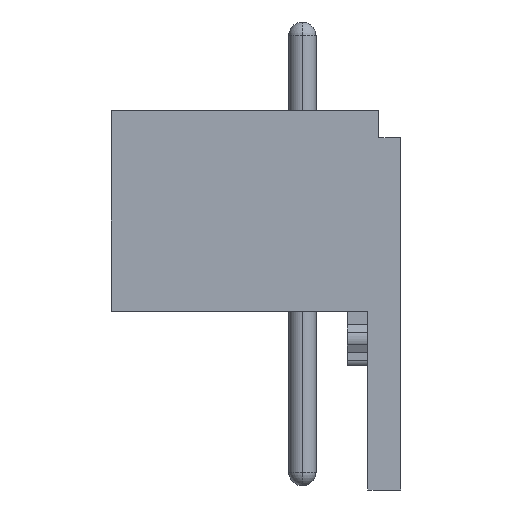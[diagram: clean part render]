
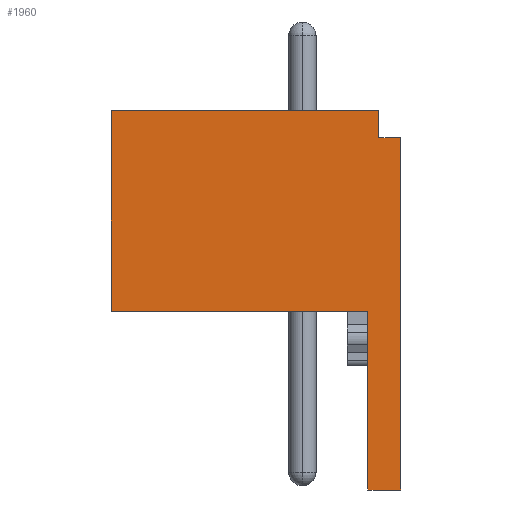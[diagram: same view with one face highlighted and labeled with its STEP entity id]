
A CAD part, front view. The second image highlights one B-rep face of the part: STEP entity #1960.
In plain terms, the highlighted planar face has unit normal (0, -1, 0).
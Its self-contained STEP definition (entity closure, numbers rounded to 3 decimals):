
#1=DIRECTION('',(1.,0.,0.));
#2=VECTOR('',#1,9.8);
#3=CARTESIAN_POINT('',(0.,0.,0.));
#4=LINE('',#3,#2);
#5=DIRECTION('',(0.,0.,-1.));
#6=VECTOR('',#5,1.);
#7=CARTESIAN_POINT('',(9.8,0.,0.));
#8=LINE('',#7,#6);
#9=DIRECTION('',(1.,0.,0.));
#10=VECTOR('',#9,0.8);
#11=CARTESIAN_POINT('',(9.8,0.,-1.));
#12=LINE('',#11,#10);
#13=DIRECTION('',(0.,0.,-1.));
#14=VECTOR('',#13,12.9);
#15=CARTESIAN_POINT('',(10.6,0.,-1.));
#16=LINE('',#15,#14);
#17=DIRECTION('',(-1.,0.,0.));
#18=VECTOR('',#17,1.2);
#19=CARTESIAN_POINT('',(10.6,0.,-13.9));
#20=LINE('',#19,#18);
#21=DIRECTION('',(0.,0.,1.));
#22=VECTOR('',#21,6.55);
#23=CARTESIAN_POINT('',(9.4,0.,-13.9));
#24=LINE('',#23,#22);
#25=DIRECTION('',(-1.,0.,0.));
#26=VECTOR('',#25,9.4);
#27=CARTESIAN_POINT('',(9.4,0.,-7.35));
#28=LINE('',#27,#26);
#29=DIRECTION('',(0.,0.,1.));
#30=VECTOR('',#29,7.35);
#31=CARTESIAN_POINT('',(0.,0.,-7.35));
#32=LINE('',#31,#30);
#1513=CARTESIAN_POINT('',(0.,0.,0.));
#1514=CARTESIAN_POINT('',(9.8,0.,0.));
#1515=VERTEX_POINT('',#1513);
#1516=VERTEX_POINT('',#1514);
#1517=CARTESIAN_POINT('',(9.8,0.,-1.));
#1518=VERTEX_POINT('',#1517);
#1519=CARTESIAN_POINT('',(10.6,0.,-1.));
#1520=VERTEX_POINT('',#1519);
#1521=CARTESIAN_POINT('',(10.6,0.,-13.9));
#1522=VERTEX_POINT('',#1521);
#1523=CARTESIAN_POINT('',(9.4,0.,-13.9));
#1524=VERTEX_POINT('',#1523);
#1525=CARTESIAN_POINT('',(9.4,0.,-7.35));
#1526=VERTEX_POINT('',#1525);
#1527=CARTESIAN_POINT('',(0.,0.,-7.35));
#1528=VERTEX_POINT('',#1527);
#1937=CARTESIAN_POINT('',(0.,0.,0.));
#1938=DIRECTION('',(0.,1.,0.));
#1939=DIRECTION('',(1.,0.,0.));
#1940=AXIS2_PLACEMENT_3D('',#1937,#1938,#1939);
#1941=PLANE('',#1940);
#1943=ORIENTED_EDGE('',*,*,#1942,.T.);
#1945=ORIENTED_EDGE('',*,*,#1944,.T.);
#1947=ORIENTED_EDGE('',*,*,#1946,.T.);
#1949=ORIENTED_EDGE('',*,*,#1948,.T.);
#1951=ORIENTED_EDGE('',*,*,#1950,.T.);
#1953=ORIENTED_EDGE('',*,*,#1952,.T.);
#1955=ORIENTED_EDGE('',*,*,#1954,.T.);
#1957=ORIENTED_EDGE('',*,*,#1956,.T.);
#1958=EDGE_LOOP('',(#1943,#1945,#1947,#1949,#1951,#1953,#1955,#1957));
#1959=FACE_OUTER_BOUND('',#1958,.F.);
#1960=ADVANCED_FACE('',(#1959),#1941,.F.);
#1942=EDGE_CURVE('',#1515,#1516,#4,.T.);
#1944=EDGE_CURVE('',#1516,#1518,#8,.T.);
#1946=EDGE_CURVE('',#1518,#1520,#12,.T.);
#1948=EDGE_CURVE('',#1520,#1522,#16,.T.);
#1950=EDGE_CURVE('',#1522,#1524,#20,.T.);
#1952=EDGE_CURVE('',#1524,#1526,#24,.T.);
#1954=EDGE_CURVE('',#1526,#1528,#28,.T.);
#1956=EDGE_CURVE('',#1528,#1515,#32,.T.);
